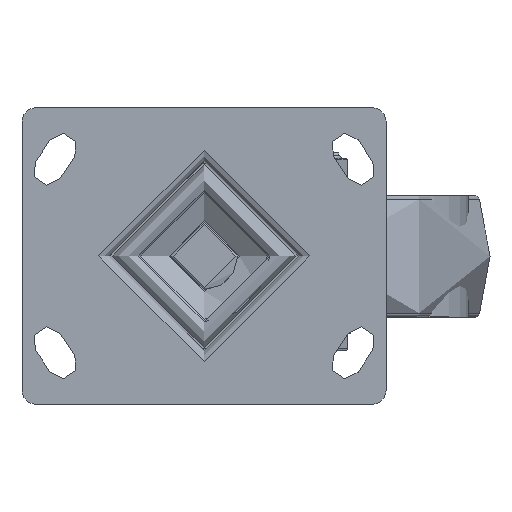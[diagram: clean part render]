
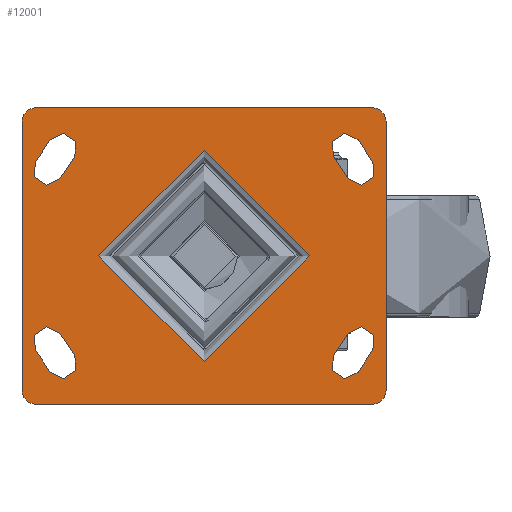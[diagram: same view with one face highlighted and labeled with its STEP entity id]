
A CAD part, top view. The second image highlights one B-rep face of the part: STEP entity #12001.
In plain terms, the highlighted planar face has unit normal (0, 0, 1).
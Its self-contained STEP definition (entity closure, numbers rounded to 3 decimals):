
#493=FACE_BOUND('',#3786,.T.);
#494=FACE_BOUND('',#3787,.T.);
#495=FACE_BOUND('',#3788,.T.);
#496=FACE_BOUND('',#3789,.T.);
#497=FACE_BOUND('',#3790,.T.);
#556=PLANE('',#13075);
#1409=LINE('',#18190,#2165);
#1411=LINE('',#18193,#2167);
#1413=LINE('',#18196,#2169);
#1415=LINE('',#18199,#2171);
#1417=LINE('',#18202,#2173);
#1419=LINE('',#18205,#2175);
#1421=LINE('',#18208,#2177);
#1423=LINE('',#18211,#2179);
#1428=LINE('',#18218,#2184);
#1429=LINE('',#18219,#2185);
#1430=LINE('',#18220,#2186);
#1431=LINE('',#18221,#2187);
#2165=VECTOR('',#14684,1000.);
#2167=VECTOR('',#14688,1000.);
#2169=VECTOR('',#14692,1000.);
#2171=VECTOR('',#14696,1000.);
#2173=VECTOR('',#14700,1000.);
#2175=VECTOR('',#14704,1000.);
#2177=VECTOR('',#14708,1000.);
#2179=VECTOR('',#14712,1000.);
#2184=VECTOR('',#14721,1000.);
#2185=VECTOR('',#14722,1000.);
#2186=VECTOR('',#14723,1000.);
#2187=VECTOR('',#14724,1000.);
#3025=FACE_OUTER_BOUND('',#3785,.T.);
#3785=EDGE_LOOP('',(#8509,#8510,#8511,#8512,#8513,#8514,#8515,#8516));
#3786=EDGE_LOOP('',(#8517));
#3787=EDGE_LOOP('',(#8518,#8519,#8520,#8521));
#3788=EDGE_LOOP('',(#8522,#8523,#8524,#8525));
#3789=EDGE_LOOP('',(#8526,#8527,#8528,#8529));
#3790=EDGE_LOOP('',(#8530,#8531,#8532,#8533));
#4568=CIRCLE('',#12896,39.);
#4679=CIRCLE('',#13031,5.);
#4681=CIRCLE('',#13034,5.);
#4683=CIRCLE('',#13037,5.);
#4685=CIRCLE('',#13040,5.);
#4687=CIRCLE('',#13043,5.5);
#4690=CIRCLE('',#13047,5.5);
#4691=CIRCLE('',#13049,5.5);
#4694=CIRCLE('',#13053,5.5);
#4695=CIRCLE('',#13055,5.5);
#4698=CIRCLE('',#13059,5.5);
#4699=CIRCLE('',#13061,5.5);
#4702=CIRCLE('',#13065,5.5);
#5206=VERTEX_POINT('',#17699);
#5375=VERTEX_POINT('',#18081);
#5376=VERTEX_POINT('',#18082);
#5379=VERTEX_POINT('',#18090);
#5380=VERTEX_POINT('',#18091);
#5383=VERTEX_POINT('',#18099);
#5384=VERTEX_POINT('',#18100);
#5387=VERTEX_POINT('',#18108);
#5388=VERTEX_POINT('',#18109);
#5391=VERTEX_POINT('',#18117);
#5392=VERTEX_POINT('',#18118);
#5397=VERTEX_POINT('',#18129);
#5398=VERTEX_POINT('',#18131);
#5399=VERTEX_POINT('',#18135);
#5400=VERTEX_POINT('',#18136);
#5405=VERTEX_POINT('',#18147);
#5406=VERTEX_POINT('',#18149);
#5407=VERTEX_POINT('',#18153);
#5408=VERTEX_POINT('',#18154);
#5413=VERTEX_POINT('',#18165);
#5414=VERTEX_POINT('',#18167);
#5415=VERTEX_POINT('',#18171);
#5416=VERTEX_POINT('',#18172);
#5421=VERTEX_POINT('',#18183);
#5422=VERTEX_POINT('',#18185);
#6343=EDGE_CURVE('',#5206,#5206,#4568,.T.);
#6524=EDGE_CURVE('',#5375,#5376,#4679,.T.);
#6528=EDGE_CURVE('',#5379,#5380,#4681,.T.);
#6532=EDGE_CURVE('',#5383,#5384,#4683,.T.);
#6536=EDGE_CURVE('',#5387,#5388,#4685,.T.);
#6540=EDGE_CURVE('',#5391,#5392,#4687,.T.);
#6546=EDGE_CURVE('',#5398,#5397,#4690,.T.);
#6548=EDGE_CURVE('',#5399,#5400,#4691,.T.);
#6554=EDGE_CURVE('',#5406,#5405,#4694,.T.);
#6556=EDGE_CURVE('',#5407,#5408,#4695,.T.);
#6562=EDGE_CURVE('',#5414,#5413,#4698,.T.);
#6564=EDGE_CURVE('',#5415,#5416,#4699,.T.);
#6570=EDGE_CURVE('',#5422,#5421,#4702,.T.);
#6573=EDGE_CURVE('',#5416,#5422,#1409,.T.);
#6575=EDGE_CURVE('',#5421,#5415,#1411,.T.);
#6577=EDGE_CURVE('',#5408,#5414,#1413,.T.);
#6579=EDGE_CURVE('',#5413,#5407,#1415,.T.);
#6581=EDGE_CURVE('',#5400,#5406,#1417,.T.);
#6583=EDGE_CURVE('',#5405,#5399,#1419,.T.);
#6585=EDGE_CURVE('',#5392,#5398,#1421,.T.);
#6587=EDGE_CURVE('',#5397,#5391,#1423,.T.);
#6592=EDGE_CURVE('',#5384,#5387,#1428,.T.);
#6593=EDGE_CURVE('',#5376,#5383,#1429,.T.);
#6594=EDGE_CURVE('',#5380,#5375,#1430,.T.);
#6595=EDGE_CURVE('',#5388,#5379,#1431,.T.);
#8509=ORIENTED_EDGE('',*,*,#6536,.F.);
#8510=ORIENTED_EDGE('',*,*,#6592,.F.);
#8511=ORIENTED_EDGE('',*,*,#6532,.F.);
#8512=ORIENTED_EDGE('',*,*,#6593,.F.);
#8513=ORIENTED_EDGE('',*,*,#6524,.F.);
#8514=ORIENTED_EDGE('',*,*,#6594,.F.);
#8515=ORIENTED_EDGE('',*,*,#6528,.F.);
#8516=ORIENTED_EDGE('',*,*,#6595,.F.);
#8517=ORIENTED_EDGE('',*,*,#6343,.F.);
#8518=ORIENTED_EDGE('',*,*,#6564,.T.);
#8519=ORIENTED_EDGE('',*,*,#6573,.T.);
#8520=ORIENTED_EDGE('',*,*,#6570,.T.);
#8521=ORIENTED_EDGE('',*,*,#6575,.T.);
#8522=ORIENTED_EDGE('',*,*,#6556,.T.);
#8523=ORIENTED_EDGE('',*,*,#6577,.T.);
#8524=ORIENTED_EDGE('',*,*,#6562,.T.);
#8525=ORIENTED_EDGE('',*,*,#6579,.T.);
#8526=ORIENTED_EDGE('',*,*,#6548,.T.);
#8527=ORIENTED_EDGE('',*,*,#6581,.T.);
#8528=ORIENTED_EDGE('',*,*,#6554,.T.);
#8529=ORIENTED_EDGE('',*,*,#6583,.T.);
#8530=ORIENTED_EDGE('',*,*,#6540,.T.);
#8531=ORIENTED_EDGE('',*,*,#6585,.T.);
#8532=ORIENTED_EDGE('',*,*,#6546,.T.);
#8533=ORIENTED_EDGE('',*,*,#6587,.T.);
#12001=ADVANCED_FACE('',(#3025,#493,#494,#495,#496,#497),#556,.T.);
#12896=AXIS2_PLACEMENT_3D('',#17700,#14263,#14264);
#13031=AXIS2_PLACEMENT_3D('',#18083,#14587,#14588);
#13034=AXIS2_PLACEMENT_3D('',#18092,#14595,#14596);
#13037=AXIS2_PLACEMENT_3D('',#18101,#14603,#14604);
#13040=AXIS2_PLACEMENT_3D('',#18110,#14611,#14612);
#13043=AXIS2_PLACEMENT_3D('',#18119,#14619,#14620);
#13047=AXIS2_PLACEMENT_3D('',#18132,#14630,#14631);
#13049=AXIS2_PLACEMENT_3D('',#18137,#14635,#14636);
#13053=AXIS2_PLACEMENT_3D('',#18150,#14646,#14647);
#13055=AXIS2_PLACEMENT_3D('',#18155,#14651,#14652);
#13059=AXIS2_PLACEMENT_3D('',#18168,#14662,#14663);
#13061=AXIS2_PLACEMENT_3D('',#18173,#14667,#14668);
#13065=AXIS2_PLACEMENT_3D('',#18186,#14678,#14679);
#13075=AXIS2_PLACEMENT_3D('',#18217,#14719,#14720);
#14263=DIRECTION('center_axis',(0.,0.,1.));
#14264=DIRECTION('ref_axis',(0.,-1.,0.));
#14587=DIRECTION('center_axis',(0.,0.,-1.));
#14588=DIRECTION('ref_axis',(-0.707,-0.707,0.));
#14595=DIRECTION('center_axis',(0.,0.,-1.));
#14596=DIRECTION('ref_axis',(0.707,-0.707,0.));
#14603=DIRECTION('center_axis',(0.,0.,-1.));
#14604=DIRECTION('ref_axis',(-0.707,0.707,0.));
#14611=DIRECTION('center_axis',(0.,0.,-1.));
#14612=DIRECTION('ref_axis',(0.707,0.707,0.));
#14619=DIRECTION('center_axis',(0.,0.,-1.));
#14620=DIRECTION('ref_axis',(-1.,0.,0.));
#14630=DIRECTION('center_axis',(0.,0.,-1.));
#14631=DIRECTION('ref_axis',(-1.,0.,0.));
#14635=DIRECTION('center_axis',(0.,0.,-1.));
#14636=DIRECTION('ref_axis',(1.,0.,0.));
#14646=DIRECTION('center_axis',(0.,0.,-1.));
#14647=DIRECTION('ref_axis',(1.,0.,0.));
#14651=DIRECTION('center_axis',(0.,0.,-1.));
#14652=DIRECTION('ref_axis',(1.,0.,0.));
#14662=DIRECTION('center_axis',(0.,0.,-1.));
#14663=DIRECTION('ref_axis',(1.,0.,0.));
#14667=DIRECTION('center_axis',(0.,0.,-1.));
#14668=DIRECTION('ref_axis',(-1.,0.,0.));
#14678=DIRECTION('center_axis',(0.,0.,-1.));
#14679=DIRECTION('ref_axis',(-1.,0.,0.));
#14684=DIRECTION('',(-0.555,-0.832,0.));
#14688=DIRECTION('',(0.555,0.832,0.));
#14692=DIRECTION('',(0.555,-0.832,0.));
#14696=DIRECTION('',(-0.555,0.832,0.));
#14700=DIRECTION('',(0.555,0.832,0.));
#14704=DIRECTION('',(-0.555,-0.832,0.));
#14708=DIRECTION('',(-0.555,0.832,0.));
#14712=DIRECTION('',(0.555,-0.832,0.));
#14719=DIRECTION('center_axis',(0.,0.,1.));
#14720=DIRECTION('ref_axis',(1.,0.,0.));
#14721=DIRECTION('',(1.,0.,0.));
#14722=DIRECTION('',(0.,1.,0.));
#14723=DIRECTION('',(-1.,0.,0.));
#14724=DIRECTION('',(0.,-1.,0.));
#17699=CARTESIAN_POINT('',(39.,0.,0.));
#17700=CARTESIAN_POINT('Origin',(0.,0.,0.));
#18081=CARTESIAN_POINT('',(-62.5,-55.,0.));
#18082=CARTESIAN_POINT('',(-67.5,-50.,0.));
#18083=CARTESIAN_POINT('Origin',(-62.5,-50.,0.));
#18090=CARTESIAN_POINT('',(67.5,-50.,0.));
#18091=CARTESIAN_POINT('',(62.5,-55.,0.));
#18092=CARTESIAN_POINT('Origin',(62.5,-50.,0.));
#18099=CARTESIAN_POINT('',(-67.5,50.,0.));
#18100=CARTESIAN_POINT('',(-62.5,55.,0.));
#18101=CARTESIAN_POINT('Origin',(-62.5,50.,0.));
#18108=CARTESIAN_POINT('',(62.5,55.,0.));
#18109=CARTESIAN_POINT('',(67.5,50.,0.));
#18110=CARTESIAN_POINT('Origin',(62.5,50.,0.));
#18117=CARTESIAN_POINT('',(62.576,34.801,0.));
#18118=CARTESIAN_POINT('',(53.424,28.699,0.));
#18119=CARTESIAN_POINT('Origin',(58.,31.75,0.));
#18129=CARTESIAN_POINT('',(57.076,43.051,0.));
#18131=CARTESIAN_POINT('',(47.924,36.949,0.));
#18132=CARTESIAN_POINT('Origin',(52.5,40.,0.));
#18135=CARTESIAN_POINT('',(-53.424,28.699,0.));
#18136=CARTESIAN_POINT('',(-62.576,34.801,0.));
#18137=CARTESIAN_POINT('Origin',(-58.,31.75,0.));
#18147=CARTESIAN_POINT('',(-47.924,36.949,0.));
#18149=CARTESIAN_POINT('',(-57.076,43.051,0.));
#18150=CARTESIAN_POINT('Origin',(-52.5,40.,0.));
#18153=CARTESIAN_POINT('',(-62.576,-34.801,0.));
#18154=CARTESIAN_POINT('',(-53.424,-28.699,0.));
#18155=CARTESIAN_POINT('Origin',(-58.,-31.75,0.));
#18165=CARTESIAN_POINT('',(-57.076,-43.051,0.));
#18167=CARTESIAN_POINT('',(-47.924,-36.949,0.));
#18168=CARTESIAN_POINT('Origin',(-52.5,-40.,0.));
#18171=CARTESIAN_POINT('',(53.424,-28.699,0.));
#18172=CARTESIAN_POINT('',(62.576,-34.801,0.));
#18173=CARTESIAN_POINT('Origin',(58.,-31.75,0.));
#18183=CARTESIAN_POINT('',(47.924,-36.949,0.));
#18185=CARTESIAN_POINT('',(57.076,-43.051,0.));
#18186=CARTESIAN_POINT('Origin',(52.5,-40.,0.));
#18190=CARTESIAN_POINT('',(59.605,-39.258,0.));
#18193=CARTESIAN_POINT('',(50.453,-33.156,0.));
#18196=CARTESIAN_POINT('',(-50.453,-33.156,0.));
#18199=CARTESIAN_POINT('',(-59.605,-39.258,0.));
#18202=CARTESIAN_POINT('',(-59.605,39.258,0.));
#18205=CARTESIAN_POINT('',(-50.453,33.156,0.));
#18208=CARTESIAN_POINT('',(50.453,33.156,0.));
#18211=CARTESIAN_POINT('',(59.605,39.258,0.));
#18217=CARTESIAN_POINT('Origin',(0.,0.,0.));
#18218=CARTESIAN_POINT('',(0.,55.,0.));
#18219=CARTESIAN_POINT('',(-67.5,0.,0.));
#18220=CARTESIAN_POINT('',(0.,-55.,0.));
#18221=CARTESIAN_POINT('',(67.5,0.,0.));
